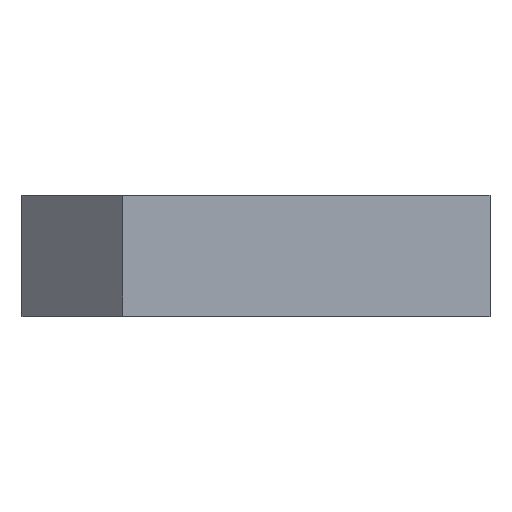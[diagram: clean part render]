
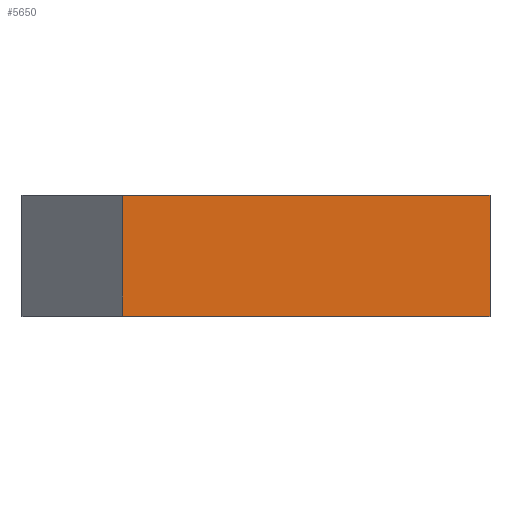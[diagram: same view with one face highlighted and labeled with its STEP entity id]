
A CAD part, top view. The second image highlights one B-rep face of the part: STEP entity #5650.
In plain terms, the highlighted planar face has unit normal (0, 0, 1).
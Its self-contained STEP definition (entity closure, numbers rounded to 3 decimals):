
#127 = EDGE_CURVE ( 'NONE', #6553, #4913, #3917, .T. ) ;
#524 = DIRECTION ( 'NONE',  ( 1., 0., 0. ) ) ;
#684 = VERTEX_POINT ( 'NONE', #4775 ) ;
#803 = DIRECTION ( 'NONE',  ( 1., 0., 0. ) ) ;
#880 = DIRECTION ( 'NONE',  ( 0., 0., 1. ) ) ;
#965 = VERTEX_POINT ( 'NONE', #2123 ) ;
#1403 = AXIS2_PLACEMENT_3D ( 'NONE', #1450, #880, #803 ) ;
#1412 = DIRECTION ( 'NONE',  ( 0., -1., 0. ) ) ;
#1450 = CARTESIAN_POINT ( 'NONE',  ( 0., 0.725, 11.4 ) ) ;
#1575 = VECTOR ( 'NONE', #5998, 1000. ) ;
#1640 = EDGE_CURVE ( 'NONE', #4913, #965, #4657, .T. ) ;
#1923 = EDGE_CURVE ( 'NONE', #6553, #684, #2558, .T. ) ;
#1927 = ORIENTED_EDGE ( 'NONE', *, *, #5872, .F. ) ;
#2084 = ORIENTED_EDGE ( 'NONE', *, *, #127, .T. ) ;
#2085 = CARTESIAN_POINT ( 'NONE',  ( 7.45, -1.2, 11.4 ) ) ;
#2123 = CARTESIAN_POINT ( 'NONE',  ( 7.45, -1.2, 11.4 ) ) ;
#2558 = LINE ( 'NONE', #4973, #1575 ) ;
#2578 = VECTOR ( 'NONE', #2721, 1000. ) ;
#2608 = CARTESIAN_POINT ( 'NONE',  ( 0., -1.2, 11.4 ) ) ;
#2721 = DIRECTION ( 'NONE',  ( 0., -1., 0. ) ) ;
#2821 = EDGE_LOOP ( 'NONE', ( #1927, #5632, #2084, #5405 ) ) ;
#2960 = PLANE ( 'NONE',  #1403 ) ;
#3027 = CARTESIAN_POINT ( 'NONE',  ( -4.25, 2.65, 11.4 ) ) ;
#3917 = LINE ( 'NONE', #5497, #3942 ) ;
#3942 = VECTOR ( 'NONE', #1412, 1000. ) ;
#4351 = VECTOR ( 'NONE', #524, 1000. ) ;
#4531 = FACE_OUTER_BOUND ( 'NONE', #2821, .T. ) ;
#4631 = LINE ( 'NONE', #2085, #2578 ) ;
#4657 = LINE ( 'NONE', #2608, #4351 ) ;
#4775 = CARTESIAN_POINT ( 'NONE',  ( 7.45, 2.65, 11.4 ) ) ;
#4913 = VERTEX_POINT ( 'NONE', #6383 ) ;
#4973 = CARTESIAN_POINT ( 'NONE',  ( 7.45, 2.65, 11.4 ) ) ;
#5405 = ORIENTED_EDGE ( 'NONE', *, *, #1640, .T. ) ;
#5497 = CARTESIAN_POINT ( 'NONE',  ( -4.25, 0.725, 11.4 ) ) ;
#5632 = ORIENTED_EDGE ( 'NONE', *, *, #1923, .F. ) ;
#5650 = ADVANCED_FACE ( 'NONE', ( #4531 ), #2960, .T. ) ;
#5872 = EDGE_CURVE ( 'NONE', #684, #965, #4631, .T. ) ;
#5998 = DIRECTION ( 'NONE',  ( 1., 0., 0. ) ) ;
#6383 = CARTESIAN_POINT ( 'NONE',  ( -4.25, -1.2, 11.4 ) ) ;
#6553 = VERTEX_POINT ( 'NONE', #3027 ) ;
